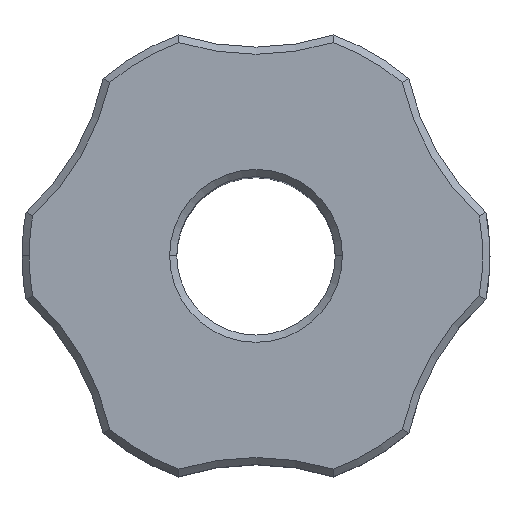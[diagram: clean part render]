
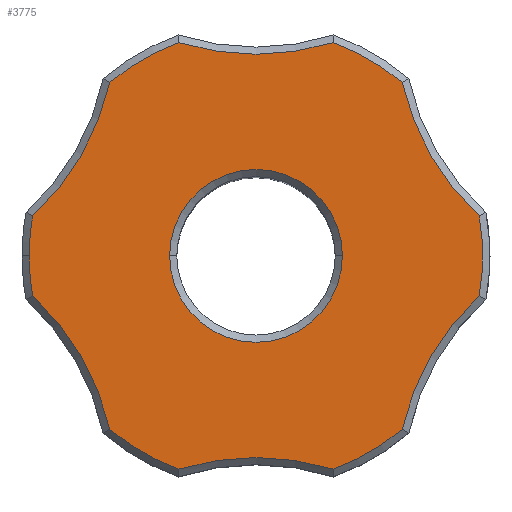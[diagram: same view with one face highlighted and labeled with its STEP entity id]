
A CAD part, top view. The second image highlights one B-rep face of the part: STEP entity #3775.
In plain terms, the highlighted planar face has unit normal (0, 0, 1).
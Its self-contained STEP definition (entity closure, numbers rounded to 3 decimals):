
#28 = CARTESIAN_POINT ( 'NONE',  ( 0., -64., 108. ) ) ;
#35 = ORIENTED_EDGE ( 'NONE', *, *, #2117, .T. ) ;
#157 = CARTESIAN_POINT ( 'NONE',  ( -55.426, -32., 108. ) ) ;
#327 = CIRCLE ( 'NONE', #3316, 31.5 ) ;
#333 = DIRECTION ( 'NONE',  ( 1., 0., 0. ) ) ;
#336 = ORIENTED_EDGE ( 'NONE', *, *, #1030, .T. ) ;
#514 = CIRCLE ( 'NONE', #4313, 12. ) ;
#535 = VERTEX_POINT ( 'NONE', #1866 ) ;
#550 = DIRECTION ( 'NONE',  ( 0., 0., -1. ) ) ;
#600 = DIRECTION ( 'NONE',  ( 1., 0., 0. ) ) ;
#605 = DIRECTION ( 'NONE',  ( 1., 0., 0. ) ) ;
#627 = AXIS2_PLACEMENT_3D ( 'NONE', #3961, #4152, #600 ) ;
#631 = DIRECTION ( 'NONE',  ( 1., 0., 0. ) ) ;
#760 = CARTESIAN_POINT ( 'NONE',  ( -31.008, -5.547, 108. ) ) ;
#805 = CARTESIAN_POINT ( 'NONE',  ( -31.008, 5.547, 108. ) ) ;
#866 = AXIS2_PLACEMENT_3D ( 'NONE', #4431, #901, #2953 ) ;
#869 = CARTESIAN_POINT ( 'NONE',  ( 31.008, 5.547, 108. ) ) ;
#874 = VERTEX_POINT ( 'NONE', #935 ) ;
#890 = DIRECTION ( 'NONE',  ( 0., 0., -1. ) ) ;
#891 = DIRECTION ( 'NONE',  ( 0., 0., 1. ) ) ;
#901 = DIRECTION ( 'NONE',  ( 0., 0., 1. ) ) ;
#927 = DIRECTION ( 'NONE',  ( 0., 0., -1. ) ) ;
#935 = CARTESIAN_POINT ( 'NONE',  ( -12., 0., 108. ) ) ;
#975 = VERTEX_POINT ( 'NONE', #2572 ) ;
#997 = EDGE_CURVE ( 'NONE', #4028, #1346, #1960, .T. ) ;
#1009 = DIRECTION ( 'NONE',  ( 1., 0., 0. ) ) ;
#1018 = EDGE_CURVE ( 'NONE', #1346, #1890, #1948, .T. ) ;
#1030 = EDGE_CURVE ( 'NONE', #1396, #3920, #1889, .T. ) ;
#1065 = EDGE_CURVE ( 'NONE', #3920, #1642, #1857, .T. ) ;
#1072 = EDGE_CURVE ( 'NONE', #1642, #3512, #1824, .T. ) ;
#1078 = CARTESIAN_POINT ( 'NONE',  ( 0., 0., 108. ) ) ;
#1089 = EDGE_CURVE ( 'NONE', #3512, #1391, #1861, .T. ) ;
#1092 = AXIS2_PLACEMENT_3D ( 'NONE', #157, #890, #3398 ) ;
#1119 = EDGE_CURVE ( 'NONE', #1391, #975, #1774, .T. ) ;
#1125 = DIRECTION ( 'NONE',  ( 0., 0., 1. ) ) ;
#1136 = EDGE_CURVE ( 'NONE', #975, #3023, #1771, .T. ) ;
#1148 = EDGE_CURVE ( 'NONE', #3023, #4055, #1732, .T. ) ;
#1156 = EDGE_CURVE ( 'NONE', #4055, #4390, #1777, .T. ) ;
#1183 = EDGE_CURVE ( 'NONE', #4390, #3935, #1708, .T. ) ;
#1200 = EDGE_CURVE ( 'NONE', #3935, #4028, #1586, .T. ) ;
#1228 = EDGE_CURVE ( 'NONE', #874, #535, #1576, .T. ) ;
#1327 = CARTESIAN_POINT ( 'NONE',  ( 55.426, -32., 108. ) ) ;
#1332 = CARTESIAN_POINT ( 'NONE',  ( 0., 0., 108. ) ) ;
#1340 = DIRECTION ( 'NONE',  ( 1., 0., 0. ) ) ;
#1346 = VERTEX_POINT ( 'NONE', #805 ) ;
#1385 = ORIENTED_EDGE ( 'NONE', *, *, #1183, .T. ) ;
#1391 = VERTEX_POINT ( 'NONE', #3637 ) ;
#1396 = VERTEX_POINT ( 'NONE', #760 ) ;
#1449 = ORIENTED_EDGE ( 'NONE', *, *, #1156, .T. ) ;
#1537 = AXIS2_PLACEMENT_3D ( 'NONE', #1078, #3636, #2329 ) ;
#1576 = CIRCLE ( 'NONE', #4384, 12. ) ;
#1586 = CIRCLE ( 'NONE', #3845, 31.5 ) ;
#1604 = CARTESIAN_POINT ( 'NONE',  ( 10.7, -29.627, 108. ) ) ;
#1623 = CARTESIAN_POINT ( 'NONE',  ( -10.7, -29.627, 108. ) ) ;
#1642 = VERTEX_POINT ( 'NONE', #1623 ) ;
#1698 = ORIENTED_EDGE ( 'NONE', *, *, #1148, .T. ) ;
#1708 = CIRCLE ( 'NONE', #3582, 36. ) ;
#1726 = FACE_OUTER_BOUND ( 'NONE', #4283, .T. ) ;
#1732 = CIRCLE ( 'NONE', #2630, 36. ) ;
#1741 = AXIS2_PLACEMENT_3D ( 'NONE', #28, #2514, #1937 ) ;
#1771 = CIRCLE ( 'NONE', #2383, 31.5 ) ;
#1774 = CIRCLE ( 'NONE', #2142, 36. ) ;
#1777 = CIRCLE ( 'NONE', #2878, 31.5 ) ;
#1824 = CIRCLE ( 'NONE', #1741, 36. ) ;
#1857 = CIRCLE ( 'NONE', #1537, 31.5 ) ;
#1861 = CIRCLE ( 'NONE', #1932, 31.5 ) ;
#1866 = CARTESIAN_POINT ( 'NONE',  ( 12., 0., 108. ) ) ;
#1879 = DIRECTION ( 'NONE',  ( 0., 0., 1. ) ) ;
#1889 = CIRCLE ( 'NONE', #1092, 36. ) ;
#1890 = VERTEX_POINT ( 'NONE', #3298 ) ;
#1932 = AXIS2_PLACEMENT_3D ( 'NONE', #4497, #4304, #1340 ) ;
#1937 = DIRECTION ( 'NONE',  ( 1., 0., 0. ) ) ;
#1948 = CIRCLE ( 'NONE', #866, 31.5 ) ;
#1949 = ORIENTED_EDGE ( 'NONE', *, *, #1119, .T. ) ;
#1960 = CIRCLE ( 'NONE', #627, 36. ) ;
#1989 = EDGE_LOOP ( 'NONE', ( #2331, #4316 ) ) ;
#2117 = EDGE_CURVE ( 'NONE', #1890, #1396, #327, .T. ) ;
#2142 = AXIS2_PLACEMENT_3D ( 'NONE', #1327, #4484, #333 ) ;
#2329 = DIRECTION ( 'NONE',  ( 1., 0., 0. ) ) ;
#2331 = ORIENTED_EDGE ( 'NONE', *, *, #4140, .T. ) ;
#2383 = AXIS2_PLACEMENT_3D ( 'NONE', #2641, #1125, #3694 ) ;
#2514 = DIRECTION ( 'NONE',  ( 0., 0., -1. ) ) ;
#2572 = CARTESIAN_POINT ( 'NONE',  ( 31.008, -5.547, 108. ) ) ;
#2578 = ORIENTED_EDGE ( 'NONE', *, *, #1018, .T. ) ;
#2630 = AXIS2_PLACEMENT_3D ( 'NONE', #3709, #927, #3327 ) ;
#2641 = CARTESIAN_POINT ( 'NONE',  ( 0., 0., 108. ) ) ;
#2652 = DIRECTION ( 'NONE',  ( 1., 0., 0. ) ) ;
#2680 = CARTESIAN_POINT ( 'NONE',  ( 10.7, 29.627, 108. ) ) ;
#2795 = PLANE ( 'NONE',  #2984 ) ;
#2878 = AXIS2_PLACEMENT_3D ( 'NONE', #2898, #891, #3345 ) ;
#2898 = CARTESIAN_POINT ( 'NONE',  ( 0., 0., 108. ) ) ;
#2953 = DIRECTION ( 'NONE',  ( 1., 0., 0. ) ) ;
#2984 = AXIS2_PLACEMENT_3D ( 'NONE', #3525, #3792, #2652 ) ;
#3023 = VERTEX_POINT ( 'NONE', #869 ) ;
#3185 = DIRECTION ( 'NONE',  ( 1., 0., 0. ) ) ;
#3187 = DIRECTION ( 'NONE',  ( 0., 0., -1. ) ) ;
#3192 = CARTESIAN_POINT ( 'NONE',  ( 0., 0., 108. ) ) ;
#3276 = DIRECTION ( 'NONE',  ( 0., 0., -1. ) ) ;
#3298 = CARTESIAN_POINT ( 'NONE',  ( -31.5, 0., 108. ) ) ;
#3316 = AXIS2_PLACEMENT_3D ( 'NONE', #1332, #3440, #3603 ) ;
#3327 = DIRECTION ( 'NONE',  ( 1., 0., 0. ) ) ;
#3345 = DIRECTION ( 'NONE',  ( 1., 0., 0. ) ) ;
#3346 = ORIENTED_EDGE ( 'NONE', *, *, #1200, .T. ) ;
#3377 = ORIENTED_EDGE ( 'NONE', *, *, #1065, .T. ) ;
#3398 = DIRECTION ( 'NONE',  ( 1., 0., 0. ) ) ;
#3402 = ORIENTED_EDGE ( 'NONE', *, *, #1089, .T. ) ;
#3440 = DIRECTION ( 'NONE',  ( 0., 0., 1. ) ) ;
#3455 = CARTESIAN_POINT ( 'NONE',  ( 20.308, 24.08, 108. ) ) ;
#3499 = ORIENTED_EDGE ( 'NONE', *, *, #1072, .T. ) ;
#3512 = VERTEX_POINT ( 'NONE', #1604 ) ;
#3524 = CARTESIAN_POINT ( 'NONE',  ( -20.308, 24.08, 108. ) ) ;
#3525 = CARTESIAN_POINT ( 'NONE',  ( 0., 0., 108. ) ) ;
#3534 = CARTESIAN_POINT ( 'NONE',  ( 0., 0., 108. ) ) ;
#3551 = FACE_BOUND ( 'NONE', #1989, .T. ) ;
#3582 = AXIS2_PLACEMENT_3D ( 'NONE', #4296, #550, #1009 ) ;
#3584 = ORIENTED_EDGE ( 'NONE', *, *, #1136, .T. ) ;
#3603 = DIRECTION ( 'NONE',  ( 1., 0., 0. ) ) ;
#3604 = ORIENTED_EDGE ( 'NONE', *, *, #997, .T. ) ;
#3636 = DIRECTION ( 'NONE',  ( 0., 0., 1. ) ) ;
#3637 = CARTESIAN_POINT ( 'NONE',  ( 20.308, -24.08, 108. ) ) ;
#3694 = DIRECTION ( 'NONE',  ( 1., 0., 0. ) ) ;
#3709 = CARTESIAN_POINT ( 'NONE',  ( 55.426, 32., 108. ) ) ;
#3775 = ADVANCED_FACE ( 'NONE', ( #1726, #3551 ), #2795, .T. ) ;
#3792 = DIRECTION ( 'NONE',  ( 0., 0., 1. ) ) ;
#3845 = AXIS2_PLACEMENT_3D ( 'NONE', #4328, #1879, #605 ) ;
#3863 = CARTESIAN_POINT ( 'NONE',  ( -10.7, 29.627, 108. ) ) ;
#3910 = CARTESIAN_POINT ( 'NONE',  ( -20.308, -24.08, 108. ) ) ;
#3920 = VERTEX_POINT ( 'NONE', #3910 ) ;
#3935 = VERTEX_POINT ( 'NONE', #3863 ) ;
#3961 = CARTESIAN_POINT ( 'NONE',  ( -55.426, 32., 108. ) ) ;
#4028 = VERTEX_POINT ( 'NONE', #3524 ) ;
#4055 = VERTEX_POINT ( 'NONE', #3455 ) ;
#4140 = EDGE_CURVE ( 'NONE', #535, #874, #514, .T. ) ;
#4152 = DIRECTION ( 'NONE',  ( 0., 0., -1. ) ) ;
#4283 = EDGE_LOOP ( 'NONE', ( #3604, #2578, #35, #336, #3377, #3499, #3402, #1949, #3584, #1698, #1449, #1385, #3346 ) ) ;
#4296 = CARTESIAN_POINT ( 'NONE',  ( 0., 64., 108. ) ) ;
#4304 = DIRECTION ( 'NONE',  ( 0., 0., 1. ) ) ;
#4313 = AXIS2_PLACEMENT_3D ( 'NONE', #3192, #3187, #3185 ) ;
#4316 = ORIENTED_EDGE ( 'NONE', *, *, #1228, .T. ) ;
#4328 = CARTESIAN_POINT ( 'NONE',  ( 0., 0., 108. ) ) ;
#4384 = AXIS2_PLACEMENT_3D ( 'NONE', #3534, #3276, #631 ) ;
#4390 = VERTEX_POINT ( 'NONE', #2680 ) ;
#4431 = CARTESIAN_POINT ( 'NONE',  ( 0., 0., 108. ) ) ;
#4484 = DIRECTION ( 'NONE',  ( 0., 0., -1. ) ) ;
#4497 = CARTESIAN_POINT ( 'NONE',  ( 0., 0., 108. ) ) ;
